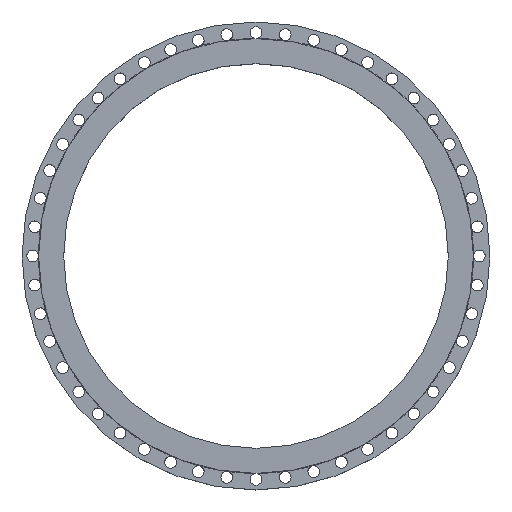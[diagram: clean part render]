
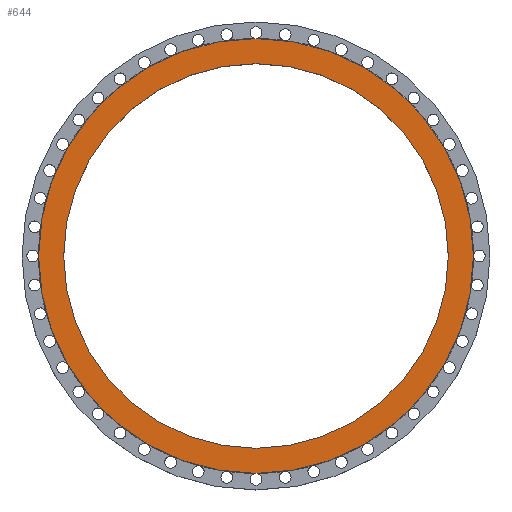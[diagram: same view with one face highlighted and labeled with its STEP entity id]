
A CAD part, top view. The second image highlights one B-rep face of the part: STEP entity #644.
In plain terms, the highlighted planar face has unit normal (0, 0, 1).
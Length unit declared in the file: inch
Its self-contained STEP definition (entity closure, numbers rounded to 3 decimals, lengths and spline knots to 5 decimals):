
#169 = CIRCLE ( 'NONE', #2523, 22.5 ) ;
#215 = VERTEX_POINT ( 'NONE', #230 ) ;
#230 = CARTESIAN_POINT ( 'NONE',  ( -22.5, 0., 0. ) ) ;
#249 = DIRECTION ( 'NONE',  ( 0., 0., 1. ) ) ;
#256 = CIRCLE ( 'NONE', #4163, 25.4375 ) ;
#644 = ADVANCED_FACE ( 'NONE', ( #3807, #3786 ), #1549, .F. ) ;
#656 = EDGE_LOOP ( 'NONE', ( #3254, #4614 ) ) ;
#769 = DIRECTION ( 'NONE',  ( -1., 0., 0. ) ) ;
#770 = DIRECTION ( 'NONE',  ( 1., 0., 0. ) ) ;
#791 = DIRECTION ( 'NONE',  ( 0., 0., 1. ) ) ;
#900 = CIRCLE ( 'NONE', #3643, 25.4375 ) ;
#1104 = AXIS2_PLACEMENT_3D ( 'NONE', #1941, #791, #2247 ) ;
#1138 = CARTESIAN_POINT ( 'NONE',  ( 0., 22.5, 0. ) ) ;
#1256 = AXIS2_PLACEMENT_3D ( 'NONE', #1138, #2635, #769 ) ;
#1302 = CARTESIAN_POINT ( 'NONE',  ( 0., 0., 0. ) ) ;
#1549 = PLANE ( 'NONE',  #1256 ) ;
#1573 = DIRECTION ( 'NONE',  ( 0., 0., 1. ) ) ;
#1598 = DIRECTION ( 'NONE',  ( 0., 0., 1. ) ) ;
#1840 = ORIENTED_EDGE ( 'NONE', *, *, #1904, .F. ) ;
#1870 = EDGE_CURVE ( 'NONE', #3029, #215, #2361, .T. ) ;
#1904 = EDGE_CURVE ( 'NONE', #215, #3029, #169, .T. ) ;
#1941 = CARTESIAN_POINT ( 'NONE',  ( 0., 0., 0. ) ) ;
#2083 = DIRECTION ( 'NONE',  ( 1., 0., 0. ) ) ;
#2106 = CARTESIAN_POINT ( 'NONE',  ( 0., 0., 0. ) ) ;
#2247 = DIRECTION ( 'NONE',  ( 1., 0., 0. ) ) ;
#2358 = CARTESIAN_POINT ( 'NONE',  ( -25.4375, 0., 0. ) ) ;
#2361 = CIRCLE ( 'NONE', #1104, 22.5 ) ;
#2390 = ORIENTED_EDGE ( 'NONE', *, *, #1870, .F. ) ;
#2511 = EDGE_LOOP ( 'NONE', ( #2390, #1840 ) ) ;
#2523 = AXIS2_PLACEMENT_3D ( 'NONE', #4559, #1573, #770 ) ;
#2577 = DIRECTION ( 'NONE',  ( 1., 0., 0. ) ) ;
#2635 = DIRECTION ( 'NONE',  ( 0., 0., -1. ) ) ;
#2669 = EDGE_CURVE ( 'NONE', #4056, #4278, #256, .T. ) ;
#3029 = VERTEX_POINT ( 'NONE', #4479 ) ;
#3254 = ORIENTED_EDGE ( 'NONE', *, *, #4172, .T. ) ;
#3357 = CARTESIAN_POINT ( 'NONE',  ( 25.4375, 0., 0. ) ) ;
#3643 = AXIS2_PLACEMENT_3D ( 'NONE', #2106, #249, #2577 ) ;
#3786 = FACE_OUTER_BOUND ( 'NONE', #656, .T. ) ;
#3807 = FACE_BOUND ( 'NONE', #2511, .T. ) ;
#4056 = VERTEX_POINT ( 'NONE', #2358 ) ;
#4163 = AXIS2_PLACEMENT_3D ( 'NONE', #1302, #1598, #2083 ) ;
#4172 = EDGE_CURVE ( 'NONE', #4278, #4056, #900, .T. ) ;
#4278 = VERTEX_POINT ( 'NONE', #3357 ) ;
#4479 = CARTESIAN_POINT ( 'NONE',  ( 22.5, 0., 0. ) ) ;
#4559 = CARTESIAN_POINT ( 'NONE',  ( 0., 0., 0. ) ) ;
#4614 = ORIENTED_EDGE ( 'NONE', *, *, #2669, .T. ) ;
